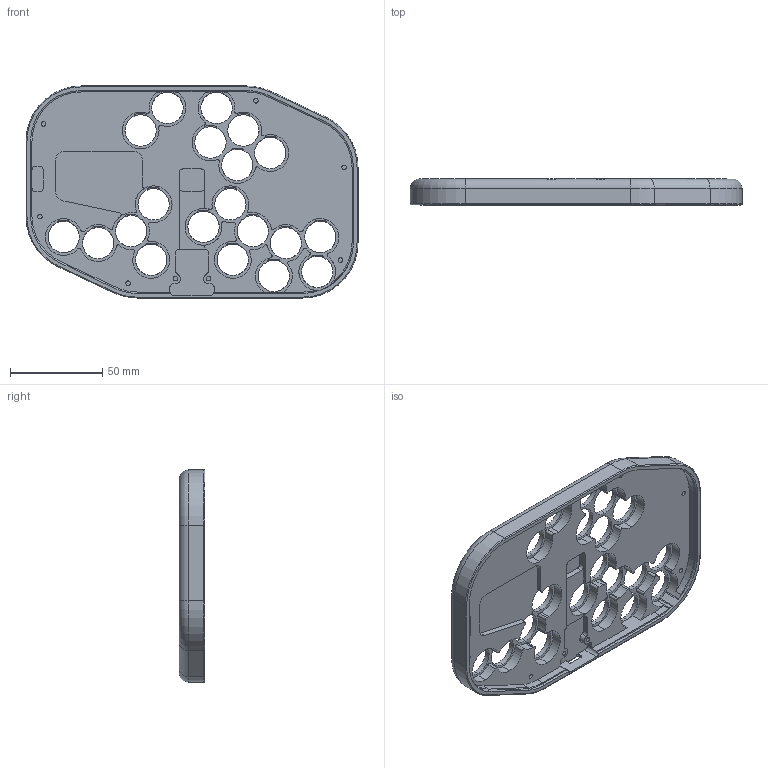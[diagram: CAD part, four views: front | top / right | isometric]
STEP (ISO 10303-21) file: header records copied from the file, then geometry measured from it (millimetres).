
FILE_DESCRIPTION (( 'STEP AP214' ), '1' );
FILE_NAME ('Tadpole_chassis_CNC_22JUL2023.STEP', '2023-07-23T01:39:02', ( '' ), ( '' ), 'SwSTEP 2.0', 'SolidWorks 2021', '' );
FILE_SCHEMA (( 'AUTOMOTIVE_DESIGN' ));
Length unit declared in the file: millimetre
Products named in the file (1): Tadpole_chassis_CNC_22JUL2023
Bounding box: 180 x 14 x 115 mm (x, y, z)
Volume: 108157.7 mm3; surface area: 46948.3 mm2
Topology: 1 solids, 1 shells, 378 faces, 1093 edges, 720 vertices
Faces by surface type: cylinder 257, plane 109, torus 12
Entity records: 12886 total; most frequent: DIRECTION 2426, CARTESIAN_POINT 2264, ORIENTED_EDGE 2186, EDGE_CURVE 1093, AXIS2_PLACEMENT_3D 962, VERTEX_POINT 720, CIRCLE 583, VECTOR 502
